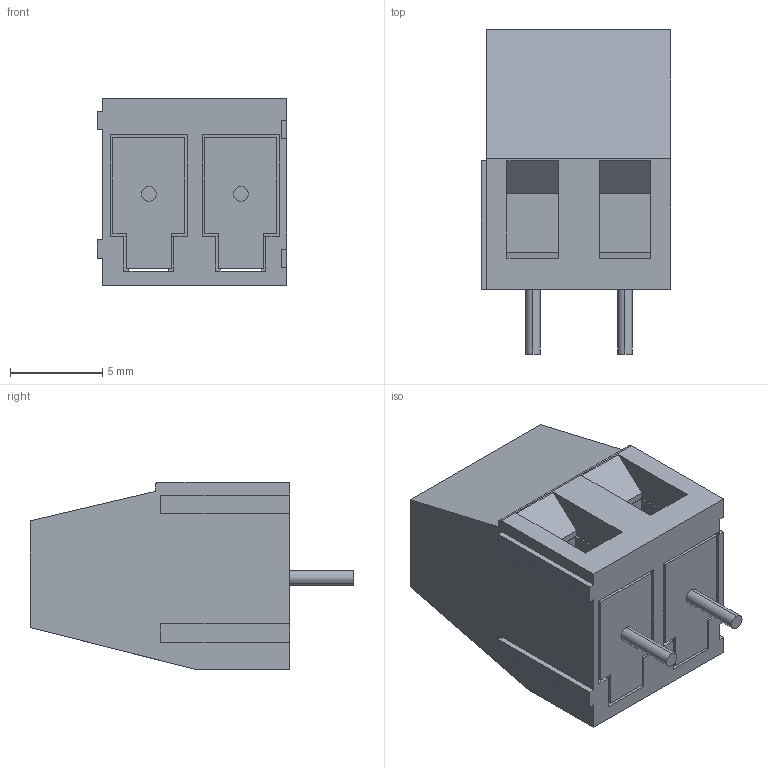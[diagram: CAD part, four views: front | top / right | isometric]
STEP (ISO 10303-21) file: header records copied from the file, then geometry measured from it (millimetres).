
FILE_DESCRIPTION (( 'STEP AP214' ), '1' );
FILE_NAME ('User Library-DG128-5.0-02P-14.STEP', '2020-06-02T21:32:19', ( '' ), ( '' ), 'SwSTEP 2.0', 'SolidWorks 2019', '' );
FILE_SCHEMA (( 'AUTOMOTIVE_DESIGN' ));
Length unit declared in the file: millimetre
Products named in the file (1): User Library-DG128-5.0-02P-14
Bounding box: 10.3 x 17.6 x 10.2 mm (x, y, z)
Volume: 865.3 mm3; surface area: 1919.5 mm2
Topology: 1 solids, 1 shells, 126 faces, 348 edges, 232 vertices
Faces by surface type: plane 113, cylinder 13
Entity records: 4588 total; most frequent: CARTESIAN_POINT 707, ORIENTED_EDGE 696, DIRECTION 636, EDGE_CURVE 348, VECTOR 314, LINE 314, VERTEX_POINT 232, AXIS2_PLACEMENT_3D 161
